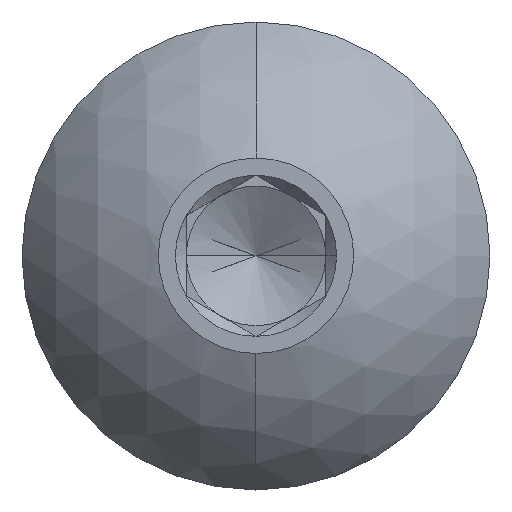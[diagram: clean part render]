
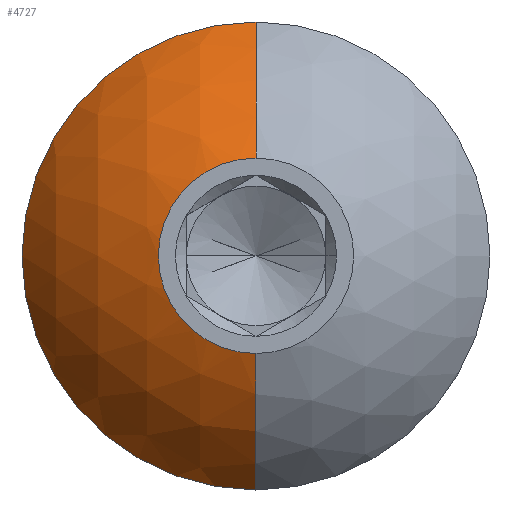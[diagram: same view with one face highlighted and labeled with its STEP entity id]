
A CAD part, top view. The second image highlights one B-rep face of the part: STEP entity #4727.
In plain terms, the highlighted spherical face has radius 3.88 mm.
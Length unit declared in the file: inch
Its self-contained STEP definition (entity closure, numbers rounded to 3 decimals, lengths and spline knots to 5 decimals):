
#300 = DIRECTION ( 'NONE',  ( 0., 0., 1. ) ) ;
#508 = VERTEX_POINT ( 'NONE', #2905 ) ;
#559 = AXIS2_PLACEMENT_3D ( 'NONE', #1688, #5829, #4817 ) ;
#906 = EDGE_CURVE ( 'NONE', #3037, #6527, #943, .T. ) ;
#923 = DIRECTION ( 'NONE',  ( 0., 0., 1. ) ) ;
#943 = CIRCLE ( 'NONE', #1243, 0.15274 ) ;
#1106 = CARTESIAN_POINT ( 'NONE',  ( 0., -0.131, 0.34743 ) ) ;
#1140 = CIRCLE ( 'NONE', #4280, 0.131 ) ;
#1161 = CIRCLE ( 'NONE', #2072, 0.15274 ) ;
#1242 = VERTEX_POINT ( 'NONE', #3332 ) ;
#1243 = AXIS2_PLACEMENT_3D ( 'NONE', #5696, #3154, #3129 ) ;
#1473 = FACE_OUTER_BOUND ( 'NONE', #4770, .T. ) ;
#1688 = CARTESIAN_POINT ( 'NONE',  ( 0., 0., 0.4115 ) ) ;
#1860 = CARTESIAN_POINT ( 'NONE',  ( 0., 0., 0.34743 ) ) ;
#2072 = AXIS2_PLACEMENT_3D ( 'NONE', #2343, #3355, #5457 ) ;
#2167 = VERTEX_POINT ( 'NONE', #4530 ) ;
#2266 = DIRECTION ( 'NONE',  ( 0., 1., 0. ) ) ;
#2312 = ORIENTED_EDGE ( 'NONE', *, *, #6296, .T. ) ;
#2320 = ORIENTED_EDGE ( 'NONE', *, *, #6510, .F. ) ;
#2343 = CARTESIAN_POINT ( 'NONE',  ( 0., 0., 0.26888 ) ) ;
#2435 = DIRECTION ( 'NONE',  ( 1., 0., 0. ) ) ;
#2820 = AXIS2_PLACEMENT_3D ( 'NONE', #1860, #300, #3868 ) ;
#2905 = CARTESIAN_POINT ( 'NONE',  ( -0.131, 0., 0.34743 ) ) ;
#2940 = EDGE_CURVE ( 'NONE', #2167, #1242, #1161, .T. ) ;
#3037 = VERTEX_POINT ( 'NONE', #1106 ) ;
#3129 = DIRECTION ( 'NONE',  ( 0., -1., 0. ) ) ;
#3133 = CARTESIAN_POINT ( 'NONE',  ( 0., 0., 0.34743 ) ) ;
#3154 = DIRECTION ( 'NONE',  ( -1., 0., 0. ) ) ;
#3332 = CARTESIAN_POINT ( 'NONE',  ( 0., 0.05469, 0.4115 ) ) ;
#3355 = DIRECTION ( 'NONE',  ( 1., 0., 0. ) ) ;
#3868 = DIRECTION ( 'NONE',  ( 1., 0., 0. ) ) ;
#4201 = CIRCLE ( 'NONE', #559, 0.05469 ) ;
#4280 = AXIS2_PLACEMENT_3D ( 'NONE', #3133, #923, #2435 ) ;
#4332 = CARTESIAN_POINT ( 'NONE',  ( 0., -0.05469, 0.4115 ) ) ;
#4397 = DIRECTION ( 'NONE',  ( -1., 0., 0. ) ) ;
#4530 = CARTESIAN_POINT ( 'NONE',  ( 0., 0.131, 0.34743 ) ) ;
#4727 = ADVANCED_FACE ( 'NONE', ( #1473 ), #4767, .T. ) ;
#4767 = SPHERICAL_SURFACE ( 'NONE', #5387, 0.15274 ) ;
#4770 = EDGE_LOOP ( 'NONE', ( #5057, #6224, #2320, #6013, #2312 ) ) ;
#4817 = DIRECTION ( 'NONE',  ( 1., 0., 0. ) ) ;
#4921 = CIRCLE ( 'NONE', #2820, 0.131 ) ;
#5057 = ORIENTED_EDGE ( 'NONE', *, *, #6121, .T. ) ;
#5333 = CARTESIAN_POINT ( 'NONE',  ( 0., 0., 0.26888 ) ) ;
#5387 = AXIS2_PLACEMENT_3D ( 'NONE', #5333, #4397, #2266 ) ;
#5457 = DIRECTION ( 'NONE',  ( 0., 0., -1. ) ) ;
#5696 = CARTESIAN_POINT ( 'NONE',  ( 0., 0., 0.26888 ) ) ;
#5829 = DIRECTION ( 'NONE',  ( 0., 0., 1. ) ) ;
#6013 = ORIENTED_EDGE ( 'NONE', *, *, #2940, .F. ) ;
#6121 = EDGE_CURVE ( 'NONE', #508, #3037, #4921, .T. ) ;
#6224 = ORIENTED_EDGE ( 'NONE', *, *, #906, .T. ) ;
#6296 = EDGE_CURVE ( 'NONE', #2167, #508, #1140, .T. ) ;
#6510 = EDGE_CURVE ( 'NONE', #1242, #6527, #4201, .T. ) ;
#6527 = VERTEX_POINT ( 'NONE', #4332 ) ;
